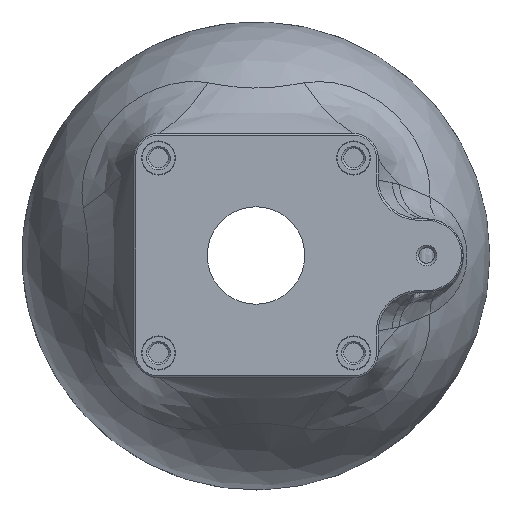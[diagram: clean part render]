
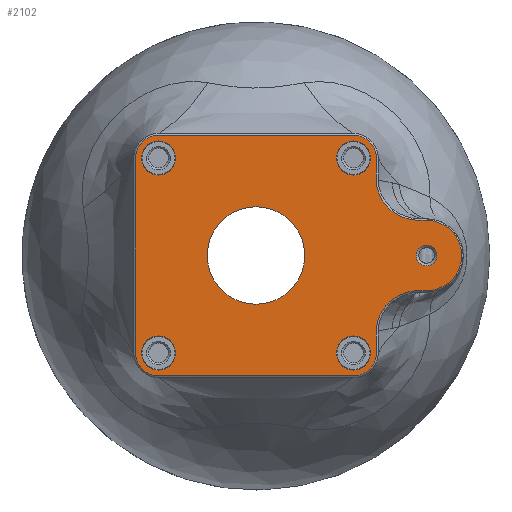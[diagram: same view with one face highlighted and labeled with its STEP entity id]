
A CAD part, top view. The second image highlights one B-rep face of the part: STEP entity #2102.
In plain terms, the highlighted planar face has unit normal (0, 0, 1).
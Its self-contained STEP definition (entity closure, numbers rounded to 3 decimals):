
#50=LINE('',#3706,#58);
#53=LINE('',#3714,#61);
#58=VECTOR('',#2412,1000.);
#61=VECTOR('',#2421,1000.);
#66=PLANE('',#2211);
#137=CIRCLE('',#2206,10.);
#138=CIRCLE('',#2209,7.2);
#139=CIRCLE('',#2212,2.1);
#140=CIRCLE('',#2213,3.5);
#141=CIRCLE('',#2214,3.5);
#142=CIRCLE('',#2215,3.5);
#143=CIRCLE('',#2216,3.5);
#379=ORIENTED_EDGE('',*,*,#658,.T.);
#380=ORIENTED_EDGE('',*,*,#659,.T.);
#381=ORIENTED_EDGE('',*,*,#660,.T.);
#382=ORIENTED_EDGE('',*,*,#661,.T.);
#383=ORIENTED_EDGE('',*,*,#662,.T.);
#384=ORIENTED_EDGE('',*,*,#657,.T.);
#385=ORIENTED_EDGE('',*,*,#656,.T.);
#386=ORIENTED_EDGE('',*,*,#653,.T.);
#387=ORIENTED_EDGE('',*,*,#651,.T.);
#388=ORIENTED_EDGE('',*,*,#649,.T.);
#389=ORIENTED_EDGE('',*,*,#647,.T.);
#390=ORIENTED_EDGE('',*,*,#645,.T.);
#391=ORIENTED_EDGE('',*,*,#643,.T.);
#392=ORIENTED_EDGE('',*,*,#642,.T.);
#393=ORIENTED_EDGE('',*,*,#640,.T.);
#394=ORIENTED_EDGE('',*,*,#638,.T.);
#395=ORIENTED_EDGE('',*,*,#636,.T.);
#396=ORIENTED_EDGE('',*,*,#634,.T.);
#397=ORIENTED_EDGE('',*,*,#632,.T.);
#398=ORIENTED_EDGE('',*,*,#629,.F.);
#629=EDGE_CURVE('',#776,#776,#137,.T.);
#632=EDGE_CURVE('',#777,#778,#899,.T.);
#634=EDGE_CURVE('',#779,#777,#901,.T.);
#636=EDGE_CURVE('',#780,#779,#903,.T.);
#638=EDGE_CURVE('',#781,#780,#905,.T.);
#640=EDGE_CURVE('',#782,#781,#907,.T.);
#642=EDGE_CURVE('',#783,#782,#909,.T.);
#643=EDGE_CURVE('',#784,#783,#910,.T.);
#645=EDGE_CURVE('',#785,#784,#912,.T.);
#647=EDGE_CURVE('',#786,#785,#50,.T.);
#649=EDGE_CURVE('',#787,#786,#138,.T.);
#651=EDGE_CURVE('',#788,#787,#53,.T.);
#653=EDGE_CURVE('',#789,#788,#915,.T.);
#656=EDGE_CURVE('',#790,#789,#918,.T.);
#657=EDGE_CURVE('',#778,#790,#919,.T.);
#658=EDGE_CURVE('',#791,#791,#139,.F.);
#659=EDGE_CURVE('',#792,#792,#140,.F.);
#660=EDGE_CURVE('',#793,#793,#141,.F.);
#661=EDGE_CURVE('',#794,#794,#142,.F.);
#662=EDGE_CURVE('',#795,#795,#143,.F.);
#776=VERTEX_POINT('',#3534);
#777=VERTEX_POINT('',#3547);
#778=VERTEX_POINT('',#3552);
#779=VERTEX_POINT('',#3573);
#780=VERTEX_POINT('',#3591);
#781=VERTEX_POINT('',#3612);
#782=VERTEX_POINT('',#3630);
#783=VERTEX_POINT('',#3651);
#784=VERTEX_POINT('',#3669);
#785=VERTEX_POINT('',#3700);
#786=VERTEX_POINT('',#3707);
#787=VERTEX_POINT('',#3711);
#788=VERTEX_POINT('',#3715);
#789=VERTEX_POINT('',#3746);
#790=VERTEX_POINT('',#3763);
#791=VERTEX_POINT('',#3787);
#792=VERTEX_POINT('',#3789);
#793=VERTEX_POINT('',#3791);
#794=VERTEX_POINT('',#3793);
#795=VERTEX_POINT('',#3795);
#899=B_SPLINE_CURVE_WITH_KNOTS('',3,(#3553,#3554,#3555,#3556),
 .UNSPECIFIED.,.F.,.F.,(4,4),(0.,1.),.UNSPECIFIED.);
#901=B_SPLINE_CURVE_WITH_KNOTS('',3,(#3574,#3575,#3576,#3577,#3578),
 .UNSPECIFIED.,.F.,.F.,(4,1,4),(0.,0.5,1.),.UNSPECIFIED.);
#903=B_SPLINE_CURVE_WITH_KNOTS('',3,(#3592,#3593,#3594,#3595),
 .UNSPECIFIED.,.F.,.F.,(4,4),(0.,1.),.UNSPECIFIED.);
#905=B_SPLINE_CURVE_WITH_KNOTS('',3,(#3613,#3614,#3615,#3616,#3617),
 .UNSPECIFIED.,.F.,.F.,(4,1,4),(0.,0.5,1.),.UNSPECIFIED.);
#907=B_SPLINE_CURVE_WITH_KNOTS('',3,(#3631,#3632,#3633,#3634),
 .UNSPECIFIED.,.F.,.F.,(4,4),(0.,1.),.UNSPECIFIED.);
#909=B_SPLINE_CURVE_WITH_KNOTS('',3,(#3652,#3653,#3654,#3655,#3656),
 .UNSPECIFIED.,.F.,.F.,(4,1,4),(0.,0.5,1.),.UNSPECIFIED.);
#910=B_SPLINE_CURVE_WITH_KNOTS('',3,(#3665,#3666,#3667,#3668),
 .UNSPECIFIED.,.F.,.F.,(4,4),(0.,1.),.UNSPECIFIED.);
#912=B_SPLINE_CURVE_WITH_KNOTS('',3,(#3690,#3691,#3692,#3693,#3694,#3695,
#3696,#3697,#3698,#3699),.UNSPECIFIED.,.F.,.F.,(4,1,1,1,1,1,1,4),(0.,0.25,
0.375,0.5,0.625,0.75,0.875,1.),.UNSPECIFIED.);
#915=B_SPLINE_CURVE_WITH_KNOTS('',3,(#3736,#3737,#3738,#3739,#3740,#3741,
#3742,#3743,#3744,#3745),.UNSPECIFIED.,.F.,.F.,(4,1,1,1,1,1,1,4),(0.,0.125,
0.25,0.375,0.5,0.625,0.75,1.),.UNSPECIFIED.);
#918=B_SPLINE_CURVE_WITH_KNOTS('',3,(#3764,#3765,#3766,#3767),
 .UNSPECIFIED.,.F.,.F.,(4,4),(0.,1.),.UNSPECIFIED.);
#919=B_SPLINE_CURVE_WITH_KNOTS('',3,(#3780,#3781,#3782,#3783,#3784),
 .UNSPECIFIED.,.F.,.F.,(4,1,4),(0.,0.5,1.),.UNSPECIFIED.);
#964=EDGE_LOOP('',(#379));
#965=EDGE_LOOP('',(#380));
#966=EDGE_LOOP('',(#381));
#967=EDGE_LOOP('',(#382));
#968=EDGE_LOOP('',(#383));
#969=EDGE_LOOP('',(#384,#385,#386,#387,#388,#389,#390,#391,#392,#393,#394,
#395,#396,#397));
#970=EDGE_LOOP('',(#398));
#1141=FACE_BOUND('',#964,.T.);
#1142=FACE_BOUND('',#965,.T.);
#1143=FACE_BOUND('',#966,.T.);
#1144=FACE_BOUND('',#967,.T.);
#1145=FACE_BOUND('',#968,.T.);
#1146=FACE_BOUND('',#969,.T.);
#1147=FACE_BOUND('',#970,.T.);
#2102=ADVANCED_FACE('',(#1141,#1142,#1143,#1144,#1145,#1146,#1147),#66,
 .T.);
#2206=AXIS2_PLACEMENT_3D('',#3533,#2408,#2409);
#2209=AXIS2_PLACEMENT_3D('',#3710,#2416,#2417);
#2211=AXIS2_PLACEMENT_3D('',#3785,#2422,#2423);
#2212=AXIS2_PLACEMENT_3D('',#3786,#2424,#2425);
#2213=AXIS2_PLACEMENT_3D('',#3788,#2426,#2427);
#2214=AXIS2_PLACEMENT_3D('',#3790,#2428,#2429);
#2215=AXIS2_PLACEMENT_3D('',#3792,#2430,#2431);
#2216=AXIS2_PLACEMENT_3D('',#3794,#2432,#2433);
#2408=DIRECTION('',(0.,0.,1.));
#2409=DIRECTION('',(1.,0.,0.));
#2412=DIRECTION('',(-1.,0.,0.));
#2416=DIRECTION('',(0.,0.,1.));
#2417=DIRECTION('',(1.,0.,0.));
#2421=DIRECTION('',(1.,0.,0.));
#2422=DIRECTION('',(0.,0.,1.));
#2423=DIRECTION('',(1.,0.,0.));
#2424=DIRECTION('',(0.,0.,1.));
#2425=DIRECTION('',(1.,0.,0.));
#2426=DIRECTION('',(0.,0.,1.));
#2427=DIRECTION('',(1.,0.,0.));
#2428=DIRECTION('',(0.,0.,1.));
#2429=DIRECTION('',(1.,0.,0.));
#2430=DIRECTION('',(0.,0.,1.));
#2431=DIRECTION('',(1.,0.,0.));
#2432=DIRECTION('',(0.,0.,1.));
#2433=DIRECTION('',(1.,0.,0.));
#3533=CARTESIAN_POINT('',(0.,0.,59.));
#3534=CARTESIAN_POINT('',(10.,0.,59.));
#3547=CARTESIAN_POINT('',(-19.835,-24.699,59.));
#3552=CARTESIAN_POINT('',(19.835,-24.699,59.));
#3553=CARTESIAN_POINT('',(-19.835,-24.699,59.));
#3554=CARTESIAN_POINT('',(-6.612,-24.699,59.));
#3555=CARTESIAN_POINT('',(6.612,-24.699,59.));
#3556=CARTESIAN_POINT('',(19.835,-24.699,59.));
#3573=CARTESIAN_POINT('',(-24.699,-19.835,59.));
#3574=CARTESIAN_POINT('',(-24.699,-19.835,59.));
#3575=CARTESIAN_POINT('',(-24.742,-21.12,59.));
#3576=CARTESIAN_POINT('',(-23.713,-23.715,59.));
#3577=CARTESIAN_POINT('',(-21.122,-24.742,59.));
#3578=CARTESIAN_POINT('',(-19.835,-24.699,59.));
#3591=CARTESIAN_POINT('',(-24.699,19.835,59.));
#3592=CARTESIAN_POINT('',(-24.699,19.835,59.));
#3593=CARTESIAN_POINT('',(-24.699,6.612,59.));
#3594=CARTESIAN_POINT('',(-24.699,-6.612,59.));
#3595=CARTESIAN_POINT('',(-24.699,-19.835,59.));
#3612=CARTESIAN_POINT('',(-19.835,24.699,59.));
#3613=CARTESIAN_POINT('',(-19.835,24.699,59.));
#3614=CARTESIAN_POINT('',(-21.12,24.742,59.));
#3615=CARTESIAN_POINT('',(-23.715,23.713,59.));
#3616=CARTESIAN_POINT('',(-24.742,21.122,59.));
#3617=CARTESIAN_POINT('',(-24.699,19.835,59.));
#3630=CARTESIAN_POINT('',(19.835,24.699,59.));
#3631=CARTESIAN_POINT('',(19.835,24.699,59.));
#3632=CARTESIAN_POINT('',(6.612,24.699,59.));
#3633=CARTESIAN_POINT('',(-6.612,24.699,59.));
#3634=CARTESIAN_POINT('',(-19.835,24.699,59.));
#3651=CARTESIAN_POINT('',(24.699,19.835,59.));
#3652=CARTESIAN_POINT('',(24.699,19.835,59.));
#3653=CARTESIAN_POINT('',(24.742,21.12,59.));
#3654=CARTESIAN_POINT('',(23.713,23.715,59.));
#3655=CARTESIAN_POINT('',(21.122,24.742,59.));
#3656=CARTESIAN_POINT('',(19.835,24.699,59.));
#3665=CARTESIAN_POINT('',(24.699,15.477,59.));
#3666=CARTESIAN_POINT('',(24.699,16.93,59.));
#3667=CARTESIAN_POINT('',(24.699,18.382,59.));
#3668=CARTESIAN_POINT('',(24.699,19.835,59.));
#3669=CARTESIAN_POINT('',(24.699,15.477,59.));
#3690=CARTESIAN_POINT('',(33.818,7.2,59.));
#3691=CARTESIAN_POINT('',(32.668,7.184,59.));
#3692=CARTESIAN_POINT('',(30.99,7.454,59.));
#3693=CARTESIAN_POINT('',(28.852,8.422,59.));
#3694=CARTESIAN_POINT('',(27.494,9.389,59.));
#3695=CARTESIAN_POINT('',(26.281,10.668,59.));
#3696=CARTESIAN_POINT('',(25.405,12.118,59.));
#3697=CARTESIAN_POINT('',(24.825,13.77,59.));
#3698=CARTESIAN_POINT('',(24.701,14.898,59.));
#3699=CARTESIAN_POINT('',(24.699,15.477,59.));
#3700=CARTESIAN_POINT('',(33.818,7.2,59.));
#3706=CARTESIAN_POINT('',(33.68,7.2,59.));
#3707=CARTESIAN_POINT('',(35.,7.2,59.));
#3710=CARTESIAN_POINT('',(35.,0.,59.));
#3711=CARTESIAN_POINT('',(35.,-7.2,59.));
#3714=CARTESIAN_POINT('',(35.,-7.2,59.));
#3715=CARTESIAN_POINT('',(33.818,-7.2,59.));
#3736=CARTESIAN_POINT('',(24.699,-15.477,59.));
#3737=CARTESIAN_POINT('',(24.701,-14.898,59.));
#3738=CARTESIAN_POINT('',(24.825,-13.771,59.));
#3739=CARTESIAN_POINT('',(25.405,-12.117,59.));
#3740=CARTESIAN_POINT('',(26.28,-10.67,59.));
#3741=CARTESIAN_POINT('',(27.495,-9.388,59.));
#3742=CARTESIAN_POINT('',(28.851,-8.423,59.));
#3743=CARTESIAN_POINT('',(30.992,-7.453,59.));
#3744=CARTESIAN_POINT('',(32.668,-7.184,59.));
#3745=CARTESIAN_POINT('',(33.818,-7.2,59.));
#3746=CARTESIAN_POINT('',(24.699,-15.477,59.));
#3763=CARTESIAN_POINT('',(24.699,-19.835,59.));
#3764=CARTESIAN_POINT('',(24.699,-19.835,59.));
#3765=CARTESIAN_POINT('',(24.699,-18.382,59.));
#3766=CARTESIAN_POINT('',(24.699,-16.93,59.));
#3767=CARTESIAN_POINT('',(24.699,-15.477,59.));
#3780=CARTESIAN_POINT('',(19.835,-24.699,59.));
#3781=CARTESIAN_POINT('',(21.12,-24.742,59.));
#3782=CARTESIAN_POINT('',(23.715,-23.713,59.));
#3783=CARTESIAN_POINT('',(24.742,-21.122,59.));
#3784=CARTESIAN_POINT('',(24.699,-19.835,59.));
#3785=CARTESIAN_POINT('',(0.,0.,59.));
#3786=CARTESIAN_POINT('',(35.,0.,59.));
#3787=CARTESIAN_POINT('',(37.1,0.,59.));
#3788=CARTESIAN_POINT('',(20.,-20.,59.));
#3789=CARTESIAN_POINT('',(23.5,-20.,59.));
#3790=CARTESIAN_POINT('',(-20.,-20.,59.));
#3791=CARTESIAN_POINT('',(-16.5,-20.,59.));
#3792=CARTESIAN_POINT('',(20.,20.,59.));
#3793=CARTESIAN_POINT('',(23.5,20.,59.));
#3794=CARTESIAN_POINT('',(-20.,20.,59.));
#3795=CARTESIAN_POINT('',(-16.5,20.,59.));
